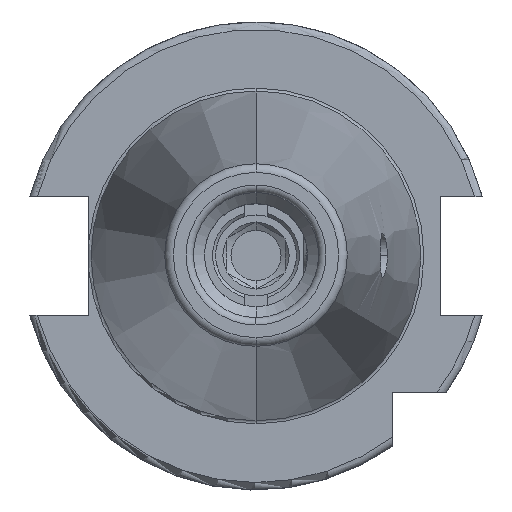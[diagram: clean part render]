
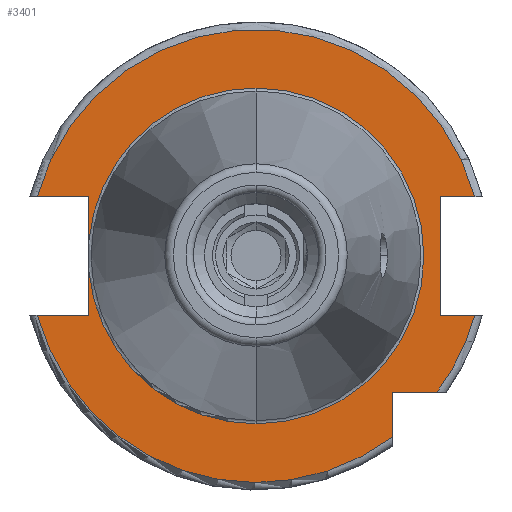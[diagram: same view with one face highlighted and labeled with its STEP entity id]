
A CAD part, top view. The second image highlights one B-rep face of the part: STEP entity #3401.
In plain terms, the highlighted planar face has unit normal (0, 0, 1).
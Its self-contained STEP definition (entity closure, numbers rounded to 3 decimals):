
#635=CARTESIAN_POINT('',(0,0,15.9));
#636=DIRECTION('',(0,0,1));
#637=DIRECTION('',(0.965,0.262,0));
#638=AXIS2_PLACEMENT_3D('',#635,#636,#637);
#686=CARTESIAN_POINT('',(0,0,15.9));
#687=DIRECTION('',(0,0,1));
#688=DIRECTION('',(-0.965,-0.262,0));
#689=AXIS2_PLACEMENT_3D('',#686,#687,#688);
#702=DIRECTION('',(1,0,0));
#703=VECTOR('',#702,7.004);
#704=CARTESIAN_POINT('',(-29.704,-8.05,15.9));
#705=LINE('',#704,#703);
#706=DIRECTION('',(0,1,0));
#707=VECTOR('',#706,5.917);
#708=CARTESIAN_POINT('',(-22.7,-8.05,15.9));
#709=LINE('',#708,#707);
#710=DIRECTION('',(0,1,0));
#711=VECTOR('',#710,5.917);
#712=CARTESIAN_POINT('',(-22.7,2.133,15.9));
#713=LINE('',#712,#711);
#714=DIRECTION('',(1,0,0));
#715=VECTOR('',#714,7.004);
#716=CARTESIAN_POINT('',(-29.704,8.05,15.9));
#717=LINE('',#716,#715);
#718=DIRECTION('',(-1,0,0));
#719=VECTOR('',#718,4.704);
#720=CARTESIAN_POINT('',(29.704,8.05,15.9));
#721=LINE('',#720,#719);
#722=DIRECTION('',(0,-1,0));
#723=VECTOR('',#722,16.1);
#724=CARTESIAN_POINT('',(25,8.05,15.9));
#725=LINE('',#724,#723);
#726=DIRECTION('',(-1,0,0));
#727=VECTOR('',#726,4.704);
#728=CARTESIAN_POINT('',(29.704,-8.05,15.9));
#729=LINE('',#728,#727);
#730=CARTESIAN_POINT('',(0,0,15.9));
#731=DIRECTION('',(0,0,1));
#732=DIRECTION('',(0.799,-0.601,0));
#733=AXIS2_PLACEMENT_3D('',#730,#731,#732);
#735=DIRECTION('',(-1,0,0));
#736=VECTOR('',#735,6.094);
#737=CARTESIAN_POINT('',(24.594,-18.5,15.9));
#738=LINE('',#737,#736);
#739=DIRECTION('',(0,1,0));
#740=VECTOR('',#739,6.094);
#741=CARTESIAN_POINT('',(18.5,-24.594,15.9));
#742=LINE('',#741,#740);
#753=CARTESIAN_POINT('',(0,0,15.9));
#754=DIRECTION('',(0,0,1));
#755=DIRECTION('',(0,1,0));
#756=AXIS2_PLACEMENT_3D('',#753,#754,#755);
#768=CARTESIAN_POINT('',(0,0,15.9));
#769=DIRECTION('',(0,0,1));
#770=DIRECTION('',(-0.996,-0.094,0));
#771=AXIS2_PLACEMENT_3D('',#768,#769,#770);
#773=CARTESIAN_POINT('',(0,0,15.9));
#774=DIRECTION('',(0,0,-1));
#775=DIRECTION('',(0,1,0));
#776=AXIS2_PLACEMENT_3D('',#773,#774,#775);
#2232=CARTESIAN_POINT('',(0,22.8,15.9));
#2234=VERTEX_POINT('',#2232);
#2254=CARTESIAN_POINT('',(0,-22.8,15.9));
#2256=VERTEX_POINT('',#2254);
#2402=CARTESIAN_POINT('',(-29.704,-8.05,15.9));
#2403=CARTESIAN_POINT('',(-22.7,-8.05,15.9));
#2404=VERTEX_POINT('',#2402);
#2405=VERTEX_POINT('',#2403);
#2406=CARTESIAN_POINT('',(-22.7,-2.133,15.9));
#2407=VERTEX_POINT('',#2406);
#2408=CARTESIAN_POINT('',(-22.7,2.133,15.9));
#2409=CARTESIAN_POINT('',(-22.7,8.05,15.9));
#2410=VERTEX_POINT('',#2408);
#2411=VERTEX_POINT('',#2409);
#2412=CARTESIAN_POINT('',(-29.704,8.05,15.9));
#2413=VERTEX_POINT('',#2412);
#2414=CARTESIAN_POINT('',(25,8.05,15.9));
#2415=CARTESIAN_POINT('',(25,-8.05,15.9));
#2416=VERTEX_POINT('',#2414);
#2417=VERTEX_POINT('',#2415);
#2418=CARTESIAN_POINT('',(29.704,-8.05,15.9));
#2419=VERTEX_POINT('',#2418);
#2420=CARTESIAN_POINT('',(29.704,8.05,15.9));
#2421=VERTEX_POINT('',#2420);
#2422=CARTESIAN_POINT('',(18.5,-24.594,15.9));
#2423=CARTESIAN_POINT('',(18.5,-18.5,15.9));
#2424=VERTEX_POINT('',#2422);
#2425=VERTEX_POINT('',#2423);
#2426=CARTESIAN_POINT('',(24.594,-18.5,15.9));
#2427=VERTEX_POINT('',#2426);
#3374=CARTESIAN_POINT('',(0,0,15.9));
#3375=DIRECTION('',(0,0,-1));
#3376=DIRECTION('',(0,-1,0));
#3377=AXIS2_PLACEMENT_3D('',#3374,#3375,#3376);
#3378=PLANE('',#3377);
#3379=ORIENTED_EDGE('',*,*,#2751,.T.);
#3380=ORIENTED_EDGE('',*,*,#2790,.T.);
#3382=ORIENTED_EDGE('',*,*,#3381,.T.);
#3384=ORIENTED_EDGE('',*,*,#3383,.F.);
#3386=ORIENTED_EDGE('',*,*,#3385,.T.);
#3387=ORIENTED_EDGE('',*,*,#2786,.T.);
#3388=ORIENTED_EDGE('',*,*,#2824,.F.);
#3389=ORIENTED_EDGE('',*,*,#3352,.F.);
#3391=ORIENTED_EDGE('',*,*,#3390,.T.);
#3393=ORIENTED_EDGE('',*,*,#3392,.T.);
#3394=ORIENTED_EDGE('',*,*,#2900,.F.);
#3395=ORIENTED_EDGE('',*,*,#3342,.F.);
#3396=ORIENTED_EDGE('',*,*,#2957,.T.);
#3397=ORIENTED_EDGE('',*,*,#3008,.F.);
#3398=ORIENTED_EDGE('',*,*,#3368,.F.);
#3399=EDGE_LOOP('',(#3379,#3380,#3382,#3384,#3386,#3387,#3388,#3389,#3391,#3393,
#3394,#3395,#3396,#3397,#3398));
#3400=FACE_OUTER_BOUND('',#3399,.F.);
#3401=ADVANCED_FACE('',(#3400),#3378,.F.);
#639=CIRCLE('',#638,30.775);
#690=CIRCLE('',#689,30.775);
#734=CIRCLE('',#733,30.775);
#757=CIRCLE('',#756,22.8);
#772=CIRCLE('',#771,22.8);
#777=CIRCLE('',#776,22.8);
#2751=EDGE_CURVE('',#2404,#2405,#705,.T.);
#2786=EDGE_CURVE('',#2410,#2411,#713,.T.);
#2790=EDGE_CURVE('',#2405,#2407,#709,.T.);
#2824=EDGE_CURVE('',#2413,#2411,#717,.T.);
#2900=EDGE_CURVE('',#2419,#2417,#729,.T.);
#2957=EDGE_CURVE('',#2427,#2425,#738,.T.);
#3008=EDGE_CURVE('',#2424,#2425,#742,.T.);
#3342=EDGE_CURVE('',#2427,#2419,#734,.T.);
#3352=EDGE_CURVE('',#2421,#2413,#639,.T.);
#3368=EDGE_CURVE('',#2404,#2424,#690,.T.);
#3381=EDGE_CURVE('',#2407,#2256,#772,.T.);
#3383=EDGE_CURVE('',#2234,#2256,#777,.T.);
#3385=EDGE_CURVE('',#2234,#2410,#757,.T.);
#3390=EDGE_CURVE('',#2421,#2416,#721,.T.);
#3392=EDGE_CURVE('',#2416,#2417,#725,.T.);
